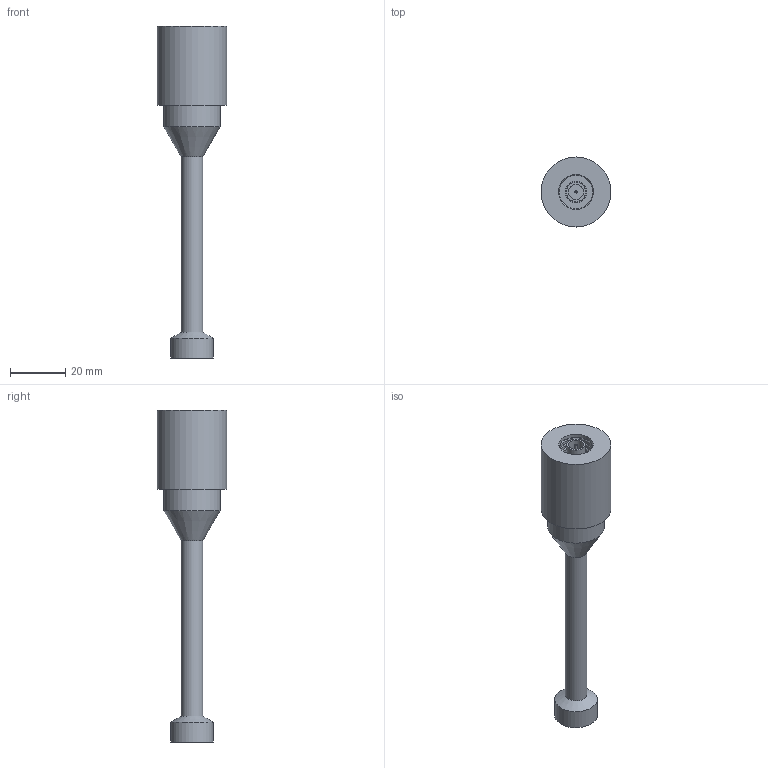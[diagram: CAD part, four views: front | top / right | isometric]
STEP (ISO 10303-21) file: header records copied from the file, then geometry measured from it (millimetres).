
FILE_DESCRIPTION(/* description */ (''),/* implementation_level */ '2;1');
FILE_NAME(/* name */ 'HF75CXDCF.stp',/* time_stamp */ '2017-02-21T09:50:31+01:00',/* author */ ('sh'),/* organization */ (''),/* preprocessor_version */ 'ST-DEVELOPER v15.2',/* originating_system */ 'Autodesk Inventor 2014',/* authorisation */ '');
FILE_SCHEMA (('AUTOMOTIVE_DESIGN { 1 0 10303 214 3 1 1 }'));
Length unit declared in the file: inch
Products named in the file (1): HF75CXDCF
Bounding box: 25.4 x 25.4 x 120.61 mm (x, y, z)
Volume: 22804.4 mm3; surface area: 8727.1 mm2
Topology: 4 solids, 4 shells, 55 faces, 92 edges, 56 vertices
Faces by surface type: cylinder 21, plane 19, torus 13, cone 2
Full cylindrical faces by diameter (mm): 0.762 x1, 2.845 x1, 3.759 x1, 4.064 x1, 5.588 x1, 6.858 x1, 6.909 x1, 6.96 x1, 7.493 x1, 7.874 x2, 7.938 x1, 8.484 x1, 12.7 x5, 15.494 x1, 20.574 x1, 25.4 x1
Entity records: 1119 total; most frequent: DIRECTION 216, CARTESIAN_POINT 160, AXIS2_PLACEMENT_3D 108, EDGE_LOOP 104, ORIENTED_EDGE 104, FACE_OUTER_BOUND 55, ADVANCED_FACE 55, CIRCLE 52
